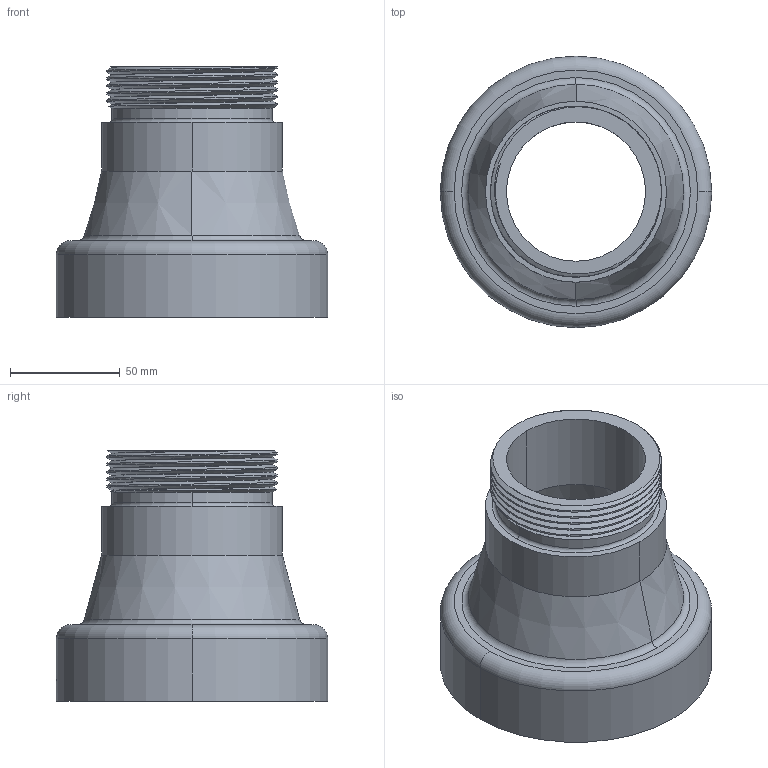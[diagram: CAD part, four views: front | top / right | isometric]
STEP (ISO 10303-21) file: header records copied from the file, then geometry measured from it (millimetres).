
FILE_DESCRIPTION((''),'2;1');
FILE_NAME('35780022_00','2016-09-15T',('sobri'),(''),'CREO PARAMETRIC BY PTC INC, 2015290','CREO PARAMETRIC BY PTC INC, 2015290','');
FILE_SCHEMA(('CONFIG_CONTROL_DESIGN'));
Length unit declared in the file: inch
Products named in the file (1): 35780022_00
Bounding box: 123.83 x 123.83 x 114.3 mm (x, y, z)
Surface area: 88422.8 mm2 (no closed solid volume)
Topology: 0 solids, 3 shells, 84 faces, 206 edges, 130 vertices
Faces by surface type: cylinder 32, plane 16, bspline 16, cone 12, torus 6, sphere 2
Entity records: 8732 total; most frequent: CARTESIAN_POINT 6850, ORIENTED_EDGE 404, DIRECTION 334, EDGE_CURVE 206, AXIS2_PLACEMENT_3D 134, VERTEX_POINT 130, EDGE_LOOP 92, FACE_OUTER_BOUND 84
